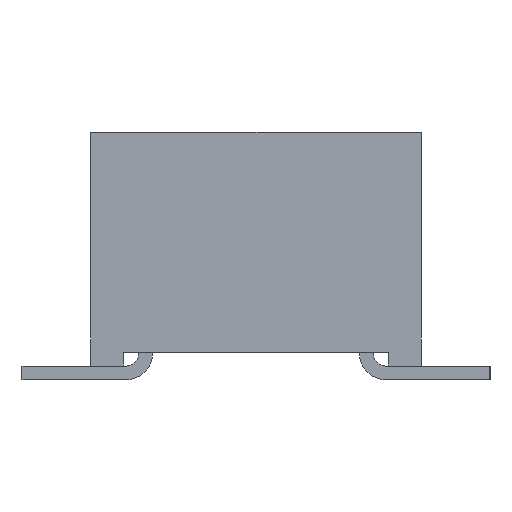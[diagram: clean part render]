
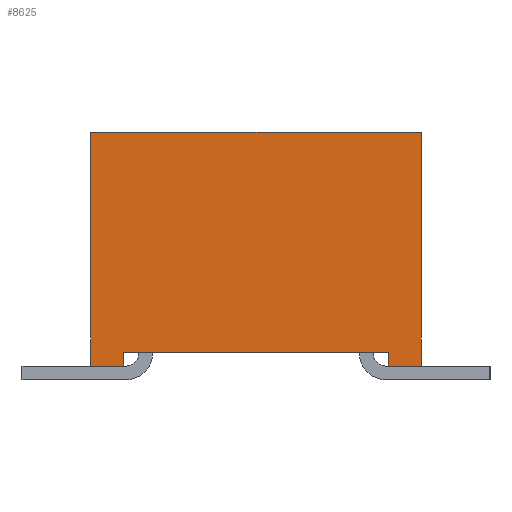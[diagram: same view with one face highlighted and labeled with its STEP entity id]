
A CAD part, left-side view. The second image highlights one B-rep face of the part: STEP entity #8625.
In plain terms, the highlighted planar face has unit normal (-1, 0, 0).
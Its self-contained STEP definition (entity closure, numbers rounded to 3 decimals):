
#8625 = ADVANCED_FACE('',(#8626),#8692,.F.);
#8626 = FACE_BOUND('',#8627,.T.);
#8627 = EDGE_LOOP('',(#8628,#8638,#8646,#8654,#8662,#8670,#8678,#8686));
#8628 = ORIENTED_EDGE('',*,*,#8629,.T.);
#8629 = EDGE_CURVE('',#8630,#8632,#8634,.T.);
#8630 = VERTEX_POINT('',#8631);
#8631 = CARTESIAN_POINT('',(-20.536,-1.219,0.277));
#8632 = VERTEX_POINT('',#8633);
#8633 = CARTESIAN_POINT('',(-20.536,-1.219,0.15));
#8634 = LINE('',#8635,#8636);
#8635 = CARTESIAN_POINT('',(-20.536,-1.219,0.277));
#8636 = VECTOR('',#8637,1.);
#8637 = DIRECTION('',(0.,0.,-1.));
#8638 = ORIENTED_EDGE('',*,*,#8639,.T.);
#8639 = EDGE_CURVE('',#8632,#8640,#8642,.T.);
#8640 = VERTEX_POINT('',#8641);
#8641 = CARTESIAN_POINT('',(-20.536,-1.524,0.15));
#8642 = LINE('',#8643,#8644);
#8643 = CARTESIAN_POINT('',(-20.536,1.524,0.15));
#8644 = VECTOR('',#8645,1.);
#8645 = DIRECTION('',(0.,-1.,0.));
#8646 = ORIENTED_EDGE('',*,*,#8647,.F.);
#8647 = EDGE_CURVE('',#8648,#8640,#8650,.T.);
#8648 = VERTEX_POINT('',#8649);
#8649 = CARTESIAN_POINT('',(-20.536,-1.524,2.309));
#8650 = LINE('',#8651,#8652);
#8651 = CARTESIAN_POINT('',(-20.536,-1.524,2.309));
#8652 = VECTOR('',#8653,1.);
#8653 = DIRECTION('',(0.,0.,-1.));
#8654 = ORIENTED_EDGE('',*,*,#8655,.F.);
#8655 = EDGE_CURVE('',#8656,#8648,#8658,.T.);
#8656 = VERTEX_POINT('',#8657);
#8657 = CARTESIAN_POINT('',(-20.536,1.524,2.309));
#8658 = LINE('',#8659,#8660);
#8659 = CARTESIAN_POINT('',(-20.536,1.524,2.309));
#8660 = VECTOR('',#8661,1.);
#8661 = DIRECTION('',(0.,-1.,0.));
#8662 = ORIENTED_EDGE('',*,*,#8663,.T.);
#8663 = EDGE_CURVE('',#8656,#8664,#8666,.T.);
#8664 = VERTEX_POINT('',#8665);
#8665 = CARTESIAN_POINT('',(-20.536,1.524,0.15));
#8666 = LINE('',#8667,#8668);
#8667 = CARTESIAN_POINT('',(-20.536,1.524,2.309));
#8668 = VECTOR('',#8669,1.);
#8669 = DIRECTION('',(0.,0.,-1.));
#8670 = ORIENTED_EDGE('',*,*,#8671,.T.);
#8671 = EDGE_CURVE('',#8664,#8672,#8674,.T.);
#8672 = VERTEX_POINT('',#8673);
#8673 = CARTESIAN_POINT('',(-20.536,1.219,0.15));
#8674 = LINE('',#8675,#8676);
#8675 = CARTESIAN_POINT('',(-20.536,1.524,0.15));
#8676 = VECTOR('',#8677,1.);
#8677 = DIRECTION('',(0.,-1.,0.));
#8678 = ORIENTED_EDGE('',*,*,#8679,.T.);
#8679 = EDGE_CURVE('',#8672,#8680,#8682,.T.);
#8680 = VERTEX_POINT('',#8681);
#8681 = CARTESIAN_POINT('',(-20.536,1.219,0.277));
#8682 = LINE('',#8683,#8684);
#8683 = CARTESIAN_POINT('',(-20.536,1.219,0.023));
#8684 = VECTOR('',#8685,1.);
#8685 = DIRECTION('',(0.,0.,1.));
#8686 = ORIENTED_EDGE('',*,*,#8687,.T.);
#8687 = EDGE_CURVE('',#8680,#8630,#8688,.T.);
#8688 = LINE('',#8689,#8690);
#8689 = CARTESIAN_POINT('',(-20.536,1.219,0.277));
#8690 = VECTOR('',#8691,1.);
#8691 = DIRECTION('',(0.,-1.,0.));
#8692 = PLANE('',#8693);
#8693 = AXIS2_PLACEMENT_3D('',#8694,#8695,#8696);
#8694 = CARTESIAN_POINT('',(-20.536,1.524,2.309));
#8695 = DIRECTION('',(1.,0.,0.));
#8696 = DIRECTION('',(0.,1.,0.));
